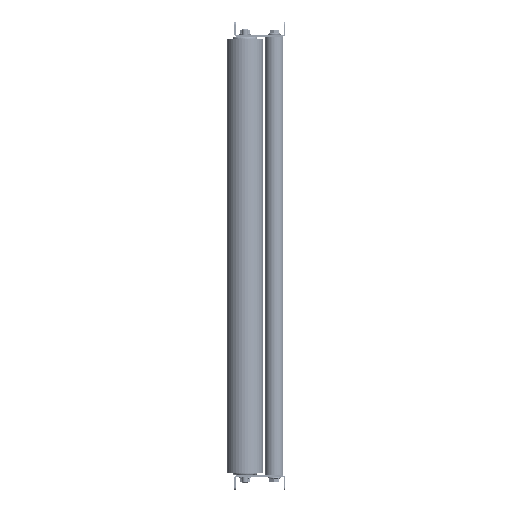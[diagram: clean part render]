
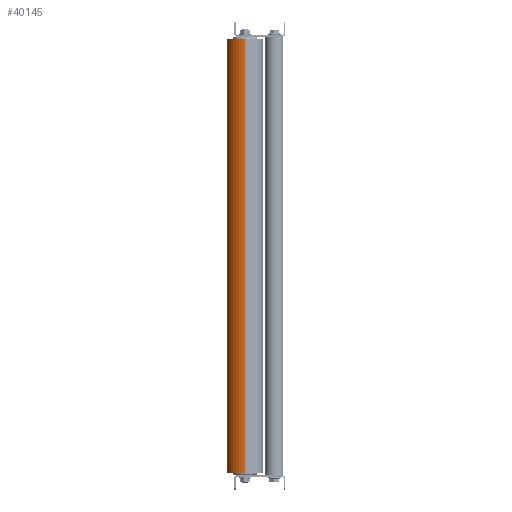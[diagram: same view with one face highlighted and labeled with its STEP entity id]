
A CAD part, left-side view. The second image highlights one B-rep face of the part: STEP entity #40145.
In plain terms, the highlighted cylindrical face has radius 25 mm (diameter 50 mm), a partial arc.
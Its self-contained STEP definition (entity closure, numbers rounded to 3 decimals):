
#66 = ORIENTED_EDGE ( 'NONE', *, *, #17797, .F. ) ;
#240 = ORIENTED_EDGE ( 'NONE', *, *, #39481, .F. ) ;
#294 = CARTESIAN_POINT ( 'NONE',  ( 592.6, 0., 0. ) ) ;
#1557 = DIRECTION ( 'NONE',  ( 1., 0., 0. ) ) ;
#2716 = AXIS2_PLACEMENT_3D ( 'NONE', #37939, #1557, #43362 ) ;
#2930 = VERTEX_POINT ( 'NONE', #48884 ) ;
#5470 = VERTEX_POINT ( 'NONE', #22861 ) ;
#7472 = FACE_OUTER_BOUND ( 'NONE', #22490, .T. ) ;
#8274 = DIRECTION ( 'NONE',  ( -1., 0., 0. ) ) ;
#10511 = AXIS2_PLACEMENT_3D ( 'NONE', #27717, #27449, #11060 ) ;
#10896 = ORIENTED_EDGE ( 'NONE', *, *, #28486, .T. ) ;
#11060 = DIRECTION ( 'NONE',  ( 0., 0., -1. ) ) ;
#11304 = EDGE_CURVE ( 'NONE', #5470, #42830, #35007, .T. ) ;
#12414 = CARTESIAN_POINT ( 'NONE',  ( 592.6, 0., -25. ) ) ;
#12496 = VECTOR ( 'NONE', #44738, 1000. ) ;
#17797 = EDGE_CURVE ( 'NONE', #2930, #28304, #20720, .T. ) ;
#19655 = DIRECTION ( 'NONE',  ( -1., 0., 0. ) ) ;
#20720 = LINE ( 'NONE', #48807, #31807 ) ;
#20931 = ORIENTED_EDGE ( 'NONE', *, *, #11304, .T. ) ;
#20979 = CARTESIAN_POINT ( 'NONE',  ( 0., 0., -25. ) ) ;
#22490 = EDGE_LOOP ( 'NONE', ( #240, #20931, #10896, #66 ) ) ;
#22861 = CARTESIAN_POINT ( 'NONE',  ( 592.6, 0., -25. ) ) ;
#24685 = CYLINDRICAL_SURFACE ( 'NONE', #40208, 25. ) ;
#27449 = DIRECTION ( 'NONE',  ( 1., 0., 0. ) ) ;
#27717 = CARTESIAN_POINT ( 'NONE',  ( 592.6, 0., 0. ) ) ;
#28304 = VERTEX_POINT ( 'NONE', #35275 ) ;
#28486 = EDGE_CURVE ( 'NONE', #42830, #28304, #34045, .T. ) ;
#31807 = VECTOR ( 'NONE', #8274, 1000. ) ;
#34045 = CIRCLE ( 'NONE', #2716, 25. ) ;
#35007 = LINE ( 'NONE', #12414, #12496 ) ;
#35275 = CARTESIAN_POINT ( 'NONE',  ( 0., 0., 25. ) ) ;
#37939 = CARTESIAN_POINT ( 'NONE',  ( 0., 0., 0. ) ) ;
#39481 = EDGE_CURVE ( 'NONE', #5470, #2930, #40985, .T. ) ;
#40145 = ADVANCED_FACE ( 'Fl�che1', ( #7472 ), #24685, .T. ) ;
#40208 = AXIS2_PLACEMENT_3D ( 'NONE', #294, #19655, #52258 ) ;
#40985 = CIRCLE ( 'NONE', #10511, 25. ) ;
#42830 = VERTEX_POINT ( 'NONE', #20979 ) ;
#43362 = DIRECTION ( 'NONE',  ( 0., 0., -1. ) ) ;
#44738 = DIRECTION ( 'NONE',  ( -1., 0., 0. ) ) ;
#48807 = CARTESIAN_POINT ( 'NONE',  ( 592.6, 0., 25. ) ) ;
#48884 = CARTESIAN_POINT ( 'NONE',  ( 592.6, 0., 25. ) ) ;
#52258 = DIRECTION ( 'NONE',  ( 0., 0., 1. ) ) ;
